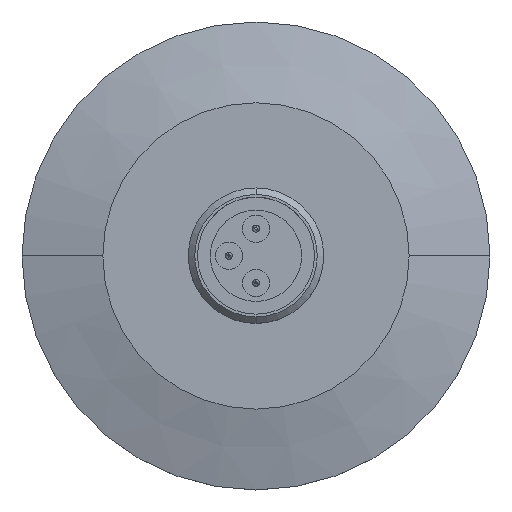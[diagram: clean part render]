
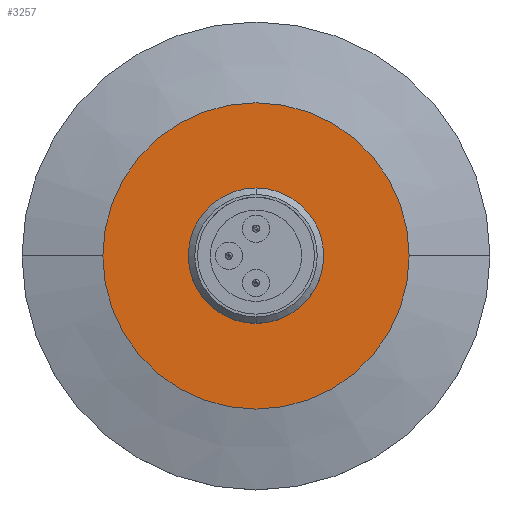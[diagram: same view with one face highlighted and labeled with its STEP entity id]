
A CAD part, top view. The second image highlights one B-rep face of the part: STEP entity #3257.
In plain terms, the highlighted planar face has unit normal (0, 0, 1).
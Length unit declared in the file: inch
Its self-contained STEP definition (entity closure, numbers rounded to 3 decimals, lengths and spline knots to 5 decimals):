
#205 = EDGE_CURVE ( 'NONE', #2550, #2643, #503, .T. ) ;
#211 = EDGE_CURVE ( 'NONE', #2595, #2489, #499, .T. ) ;
#418 = FACE_BOUND ( 'NONE', #2831, .T. ) ;
#448 = CIRCLE ( 'NONE', #3366, 0.707 ) ;
#499 = CIRCLE ( 'NONE', #3593, 0.24 ) ;
#503 = CIRCLE ( 'NONE', #3598, 0.707 ) ;
#526 = FACE_OUTER_BOUND ( 'NONE', #2750, .T. ) ;
#849 = CARTESIAN_POINT ( 'NONE',  ( 0.24, 0., 0.2 ) ) ;
#1075 = DIRECTION ( 'NONE',  ( 1., 0., 0. ) ) ;
#1125 = DIRECTION ( 'NONE',  ( 1., 0., 0. ) ) ;
#1126 = DIRECTION ( 'NONE',  ( 0., 0., 1. ) ) ;
#1131 = CARTESIAN_POINT ( 'NONE',  ( 0., 0., 0.2 ) ) ;
#1135 = CARTESIAN_POINT ( 'NONE',  ( 0.707, 0., 0.2 ) ) ;
#1166 = DIRECTION ( 'NONE',  ( 1., 0., 0. ) ) ;
#1167 = DIRECTION ( 'NONE',  ( 0., 0., 1. ) ) ;
#1168 = CARTESIAN_POINT ( 'NONE',  ( 0., 0., 0.2 ) ) ;
#1417 = PLANE ( 'NONE',  #3419 ) ;
#1421 = CARTESIAN_POINT ( 'NONE',  ( 0., 0., 0.2 ) ) ;
#1480 = DIRECTION ( 'NONE',  ( 0., 0., 1. ) ) ;
#1505 = CARTESIAN_POINT ( 'NONE',  ( -0.24, 0., 0.2 ) ) ;
#1639 = CARTESIAN_POINT ( 'NONE',  ( -0.707, 0., 0.2 ) ) ;
#1955 = CIRCLE ( 'NONE', #3644, 0.24 ) ;
#2035 = CARTESIAN_POINT ( 'NONE',  ( 0., 0., 0.2 ) ) ;
#2213 = DIRECTION ( 'NONE',  ( 1., 0., 0. ) ) ;
#2278 = DIRECTION ( 'NONE',  ( 0., 0., 1. ) ) ;
#2279 = CARTESIAN_POINT ( 'NONE',  ( 0., 0., 0.2 ) ) ;
#2291 = DIRECTION ( 'NONE',  ( 0., 0., 1. ) ) ;
#2347 = DIRECTION ( 'NONE',  ( 1., 0., 0. ) ) ;
#2406 = ORIENTED_EDGE ( 'NONE', *, *, #3577, .F. ) ;
#2489 = VERTEX_POINT ( 'NONE', #849 ) ;
#2550 = VERTEX_POINT ( 'NONE', #1135 ) ;
#2595 = VERTEX_POINT ( 'NONE', #1505 ) ;
#2643 = VERTEX_POINT ( 'NONE', #1639 ) ;
#2750 = EDGE_LOOP ( 'NONE', ( #3041, #3091 ) ) ;
#2831 = EDGE_LOOP ( 'NONE', ( #2406, #3093 ) ) ;
#3041 = ORIENTED_EDGE ( 'NONE', *, *, #3393, .T. ) ;
#3091 = ORIENTED_EDGE ( 'NONE', *, *, #205, .T. ) ;
#3093 = ORIENTED_EDGE ( 'NONE', *, *, #211, .F. ) ;
#3257 = ADVANCED_FACE ( 'NONE', ( #418, #526 ), #1417, .T. ) ;
#3366 = AXIS2_PLACEMENT_3D ( 'NONE', #2279, #2278, #2347 ) ;
#3393 = EDGE_CURVE ( 'NONE', #2643, #2550, #448, .T. ) ;
#3419 = AXIS2_PLACEMENT_3D ( 'NONE', #1421, #1480, #1075 ) ;
#3577 = EDGE_CURVE ( 'NONE', #2489, #2595, #1955, .T. ) ;
#3593 = AXIS2_PLACEMENT_3D ( 'NONE', #1131, #1126, #1125 ) ;
#3598 = AXIS2_PLACEMENT_3D ( 'NONE', #1168, #1167, #1166 ) ;
#3644 = AXIS2_PLACEMENT_3D ( 'NONE', #2035, #2291, #2213 ) ;
